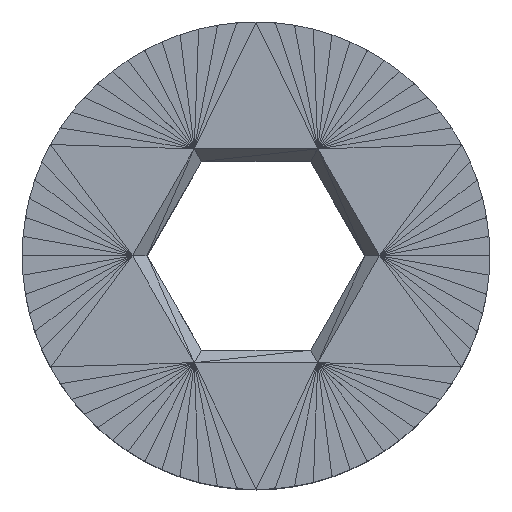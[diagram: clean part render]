
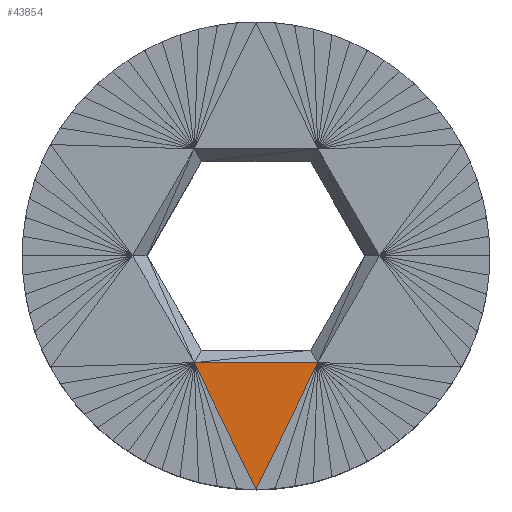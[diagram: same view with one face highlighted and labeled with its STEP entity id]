
A CAD part, top view. The second image highlights one B-rep face of the part: STEP entity #43854.
In plain terms, the highlighted planar face has unit normal (0, 0, 1).
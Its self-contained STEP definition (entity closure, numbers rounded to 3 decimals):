
#514=FACE_OUTER_BOUND('',#4454,.T.);
#4454=EDGE_LOOP('',(#29092,#29093,#29094));
#8787=LINE('',#66827,#14697);
#8788=LINE('',#66830,#14698);
#8789=LINE('',#66831,#14699);
#14697=VECTOR('',#53141,10.);
#14698=VECTOR('',#53144,10.);
#14699=VECTOR('',#53145,10.);
#20038=VERTEX_POINT('',#66414);
#20108=VERTEX_POINT('',#66803);
#20109=VERTEX_POINT('',#66829);
#22577=EDGE_CURVE('',#20108,#20038,#8787,.T.);
#22578=EDGE_CURVE('',#20038,#20109,#8788,.T.);
#22579=EDGE_CURVE('',#20108,#20109,#8789,.T.);
#29092=ORIENTED_EDGE('',*,*,#22577,.T.);
#29093=ORIENTED_EDGE('',*,*,#22578,.T.);
#29094=ORIENTED_EDGE('',*,*,#22579,.F.);
#39914=PLANE('',#47808);
#43854=ADVANCED_FACE('',(#514),#39914,.T.);
#47808=AXIS2_PLACEMENT_3D('',#66828,#53142,#53143);
#53141=DIRECTION('',(0.438,-0.899,0.));
#53142=DIRECTION('center_axis',(0.,0.,1.));
#53143=DIRECTION('ref_axis',(1.,0.,0.));
#53144=DIRECTION('',(0.438,0.899,0.));
#53145=DIRECTION('',(1.,0.,0.));
#66414=CARTESIAN_POINT('',(0.,-16.048,16.5));
#66803=CARTESIAN_POINT('',(-4.239,-7.342,16.5));
#66827=CARTESIAN_POINT('',(-4.239,-7.342,16.5));
#66828=CARTESIAN_POINT('Origin',(4.239,-7.342,16.5));
#66829=CARTESIAN_POINT('',(4.239,-7.342,16.5));
#66830=CARTESIAN_POINT('',(0.,-16.048,16.5));
#66831=CARTESIAN_POINT('',(-4.239,-7.342,16.5));
